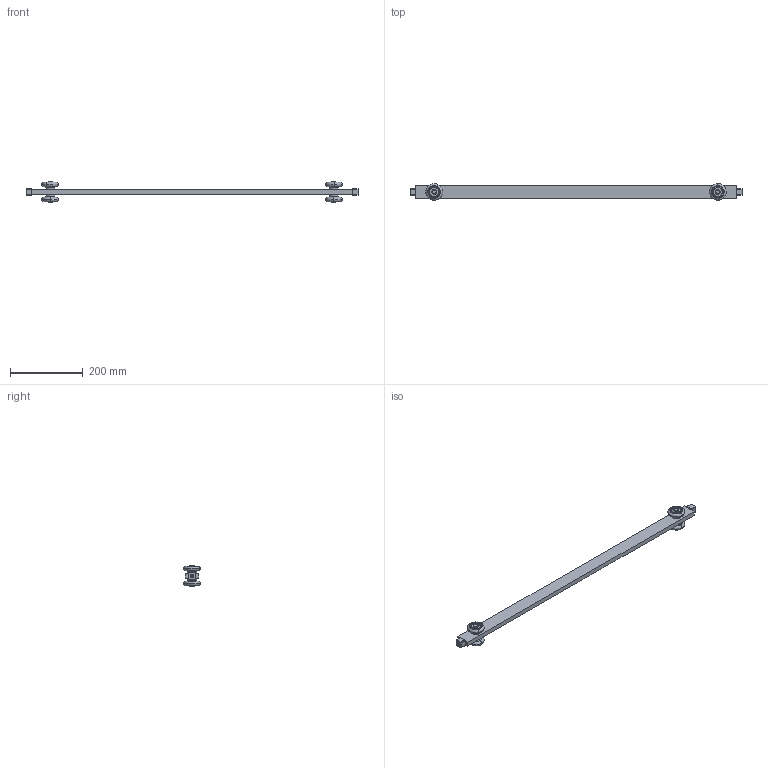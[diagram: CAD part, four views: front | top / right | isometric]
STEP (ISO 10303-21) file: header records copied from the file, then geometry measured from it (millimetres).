
FILE_DESCRIPTION((''),'2;1');
FILE_NAME('20182 ETA-4 & 5 36 IN. BUMPER TROLLEY.stp','2009-11-16T10:26:23',('jholman'),(''),'Autodesk Inventor 2009','Autodesk Inventor 2009','');
FILE_SCHEMA(('AUTOMOTIVE_DESIGN { 1 0 10303 214 1 1 1 1 }'));
Length unit declared in the file: inch
Products named in the file (11): 3D114EF4D; 3D110EF4C; 3D11QAB4A; 3D11RAB4A; 3D1168B4A; Hexagon Socket Head Cap Screw - UNC (Regular Thread - Inch) 1/4 - 20 - 5/8; Hi-Collar Helical Spring Lock Washer (Inch) 1/4 Hi-Collar. Carbon Steel; 3D1165B4C; 3D1129B4B; 3D11G6B4A; 3D11E6B4A
Assembly tree (22 placements, depth 3):
  3D114EF4D
    3D110EF4C
    3D11QAB4A  x4
    3D11RAB4A  x2
      3D1168B4A
      Hexagon Socket Head Cap Screw - UNC (Regular Thread - Inch) 1/4 - 20 - 5/8
      Hi-Collar Helical Spring Lock Washer (Inch) 1/4 Hi-Collar. Carbon Steel
    3D1165B4C  x2
    3D1129B4B  x4
    3D11G6B4A  x2
    3D11E6B4A  x4
Bounding box: 914.4 x 46.04 x 56.34 mm (x, y, z)
Volume: 519664.5 mm3; surface area: 132573.3 mm2
Topology: 23 solids, 23 shells, 468 faces, 1086 edges, 702 vertices
Faces by surface type: cylinder 254, plane 124, torus 40, cone 36, bspline 14
Full cylindrical faces by diameter (mm): 6.35 x2, 9.525 x2, 14.288 x4, 25.4 x4
Entity records: 6110 total; most frequent: CARTESIAN_POINT 1683, DIRECTION 882, ORIENTED_EDGE 806, EDGE_CURVE 403, AXIS2_PLACEMENT_3D 384, VERTEX_POINT 267, EDGE_LOOP 228, FACE_OUTER_BOUND 182
